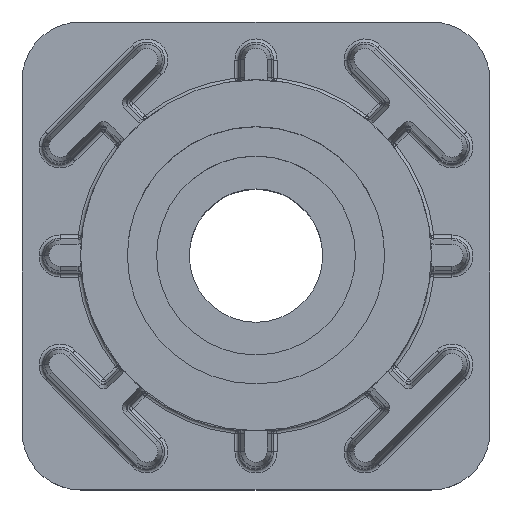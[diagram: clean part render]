
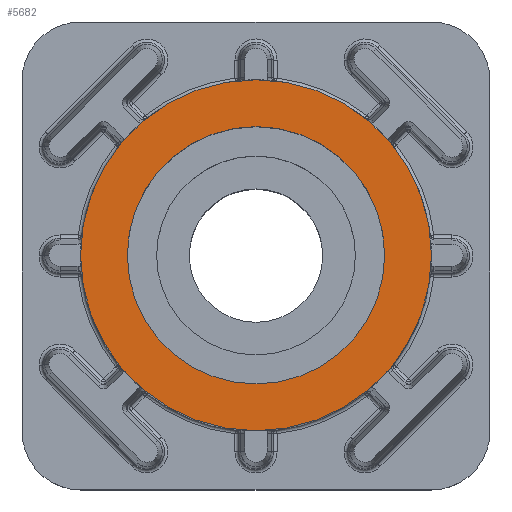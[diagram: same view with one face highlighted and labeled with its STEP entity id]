
A CAD part, top view. The second image highlights one B-rep face of the part: STEP entity #5682.
In plain terms, the highlighted planar face has unit normal (0, 0, 1).
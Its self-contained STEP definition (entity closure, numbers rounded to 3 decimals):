
#374 = DIRECTION ( 'NONE',  ( 1., 0., 0. ) ) ;
#799 = VERTEX_POINT ( 'NONE', #6921 ) ;
#1255 = VERTEX_POINT ( 'NONE', #6019 ) ;
#1298 = CIRCLE ( 'NONE', #11571, 11. ) ;
#1356 = EDGE_LOOP ( 'NONE', ( #1699, #9751 ) ) ;
#1699 = ORIENTED_EDGE ( 'NONE', *, *, #2205, .F. ) ;
#2064 = AXIS2_PLACEMENT_3D ( 'NONE', #9766, #4399, #10663 ) ;
#2205 = EDGE_CURVE ( 'NONE', #11567, #5477, #10151, .T. ) ;
#2954 = CARTESIAN_POINT ( 'NONE',  ( -11., 0., 43. ) ) ;
#3065 = ORIENTED_EDGE ( 'NONE', *, *, #10805, .T. ) ;
#3397 = EDGE_LOOP ( 'NONE', ( #3065, #4120 ) ) ;
#3411 = EDGE_CURVE ( 'NONE', #1255, #799, #8432, .T. ) ;
#3584 = DIRECTION ( 'NONE',  ( 0., 0., 1. ) ) ;
#4120 = ORIENTED_EDGE ( 'NONE', *, *, #3411, .T. ) ;
#4399 = DIRECTION ( 'NONE',  ( 0., 0., 1. ) ) ;
#4644 = FACE_OUTER_BOUND ( 'NONE', #3397, .T. ) ;
#5110 = CARTESIAN_POINT ( 'NONE',  ( 11., 0., 43. ) ) ;
#5477 = VERTEX_POINT ( 'NONE', #5110 ) ;
#5682 = ADVANCED_FACE ( 'NONE', ( #11478, #4644 ), #7248, .T. ) ;
#6019 = CARTESIAN_POINT ( 'NONE',  ( 15., 0., 43. ) ) ;
#6040 = DIRECTION ( 'NONE',  ( 0., 0., 1. ) ) ;
#6921 = CARTESIAN_POINT ( 'NONE',  ( -15., 0., 43. ) ) ;
#7248 = PLANE ( 'NONE',  #10782 ) ;
#8117 = CARTESIAN_POINT ( 'NONE',  ( 0., 0., 43. ) ) ;
#8323 = DIRECTION ( 'NONE',  ( 1., 0., 0. ) ) ;
#8357 = DIRECTION ( 'NONE',  ( 0., 0., 1. ) ) ;
#8372 = CARTESIAN_POINT ( 'NONE',  ( 0., 0., 43. ) ) ;
#8393 = CIRCLE ( 'NONE', #2064, 15. ) ;
#8432 = CIRCLE ( 'NONE', #9175, 15. ) ;
#9175 = AXIS2_PLACEMENT_3D ( 'NONE', #11474, #11460, #11394 ) ;
#9708 = AXIS2_PLACEMENT_3D ( 'NONE', #8372, #8357, #8323 ) ;
#9751 = ORIENTED_EDGE ( 'NONE', *, *, #11168, .F. ) ;
#9766 = CARTESIAN_POINT ( 'NONE',  ( 0., 0., 43. ) ) ;
#9904 = DIRECTION ( 'NONE',  ( 1., 0., 0. ) ) ;
#10151 = CIRCLE ( 'NONE', #9708, 11. ) ;
#10663 = DIRECTION ( 'NONE',  ( 1., 0., 0. ) ) ;
#10782 = AXIS2_PLACEMENT_3D ( 'NONE', #8117, #3584, #9904 ) ;
#10805 = EDGE_CURVE ( 'NONE', #799, #1255, #8393, .T. ) ;
#11168 = EDGE_CURVE ( 'NONE', #5477, #11567, #1298, .T. ) ;
#11341 = CARTESIAN_POINT ( 'NONE',  ( 0., 0., 43. ) ) ;
#11394 = DIRECTION ( 'NONE',  ( 1., 0., 0. ) ) ;
#11460 = DIRECTION ( 'NONE',  ( 0., 0., 1. ) ) ;
#11474 = CARTESIAN_POINT ( 'NONE',  ( 0., 0., 43. ) ) ;
#11478 = FACE_BOUND ( 'NONE', #1356, .T. ) ;
#11567 = VERTEX_POINT ( 'NONE', #2954 ) ;
#11571 = AXIS2_PLACEMENT_3D ( 'NONE', #11341, #6040, #374 ) ;
